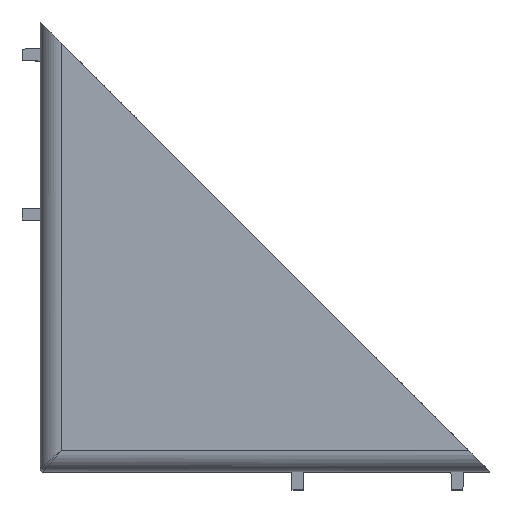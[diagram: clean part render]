
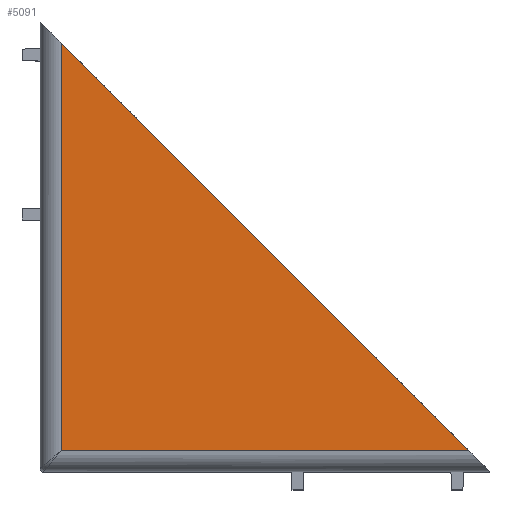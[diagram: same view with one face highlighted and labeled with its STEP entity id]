
A CAD part, top view. The second image highlights one B-rep face of the part: STEP entity #5091.
In plain terms, the highlighted planar face has unit normal (0, 0, 1).
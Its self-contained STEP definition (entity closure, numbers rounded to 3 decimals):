
#289 = CARTESIAN_POINT ( 'NONE',  ( 1.9, 1.9, 10. ) ) ;
#375 = AXIS2_PLACEMENT_3D ( 'NONE', #1274, #2625, #6899 ) ;
#409 = CARTESIAN_POINT ( 'NONE',  ( 1.9, 14.142, 10. ) ) ;
#416 = EDGE_CURVE ( 'NONE', #3420, #2780, #3361, .T. ) ;
#879 = VECTOR ( 'NONE', #6990, 1000. ) ;
#1224 = DIRECTION ( 'NONE',  ( 0., -1., 0. ) ) ;
#1274 = CARTESIAN_POINT ( 'NONE',  ( 14.142, 14.142, 10. ) ) ;
#1829 = CARTESIAN_POINT ( 'NONE',  ( 38.1, 1.9, 10. ) ) ;
#2401 = EDGE_CURVE ( 'NONE', #3123, #2780, #5139, .T. ) ;
#2570 = ORIENTED_EDGE ( 'NONE', *, *, #7610, .T. ) ;
#2625 = DIRECTION ( 'NONE',  ( 0., 0., 1. ) ) ;
#2636 = EDGE_LOOP ( 'NONE', ( #7033, #2570, #8743 ) ) ;
#2780 = VERTEX_POINT ( 'NONE', #1829 ) ;
#3123 = VERTEX_POINT ( 'NONE', #6839 ) ;
#3164 = LINE ( 'NONE', #409, #7870 ) ;
#3361 = LINE ( 'NONE', #4844, #879 ) ;
#3420 = VERTEX_POINT ( 'NONE', #289 ) ;
#4844 = CARTESIAN_POINT ( 'NONE',  ( 14.142, 1.9, 10. ) ) ;
#5091 = ADVANCED_FACE ( 'NONE', ( #6075 ), #8826, .T. ) ;
#5139 = LINE ( 'NONE', #5703, #8809 ) ;
#5703 = CARTESIAN_POINT ( 'NONE',  ( 0., 40., 10. ) ) ;
#6075 = FACE_OUTER_BOUND ( 'NONE', #2636, .T. ) ;
#6839 = CARTESIAN_POINT ( 'NONE',  ( 1.9, 38.1, 10. ) ) ;
#6899 = DIRECTION ( 'NONE',  ( 1., 0., 0. ) ) ;
#6990 = DIRECTION ( 'NONE',  ( 1., 0., 0. ) ) ;
#7033 = ORIENTED_EDGE ( 'NONE', *, *, #2401, .F. ) ;
#7108 = DIRECTION ( 'NONE',  ( 0.707, -0.707, 0. ) ) ;
#7610 = EDGE_CURVE ( 'NONE', #3123, #3420, #3164, .T. ) ;
#7870 = VECTOR ( 'NONE', #1224, 1000. ) ;
#8743 = ORIENTED_EDGE ( 'NONE', *, *, #416, .T. ) ;
#8809 = VECTOR ( 'NONE', #7108, 1000. ) ;
#8826 = PLANE ( 'NONE',  #375 ) ;
